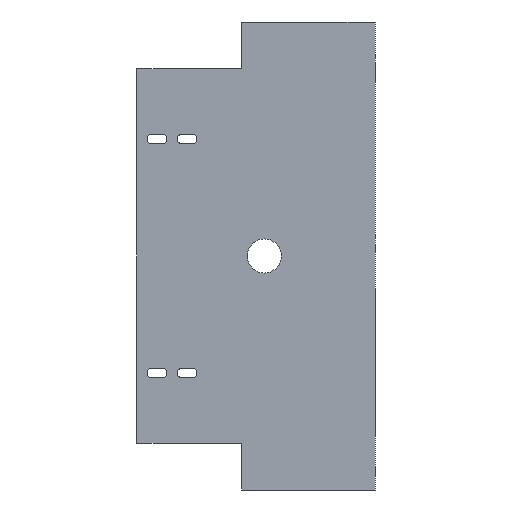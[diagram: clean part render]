
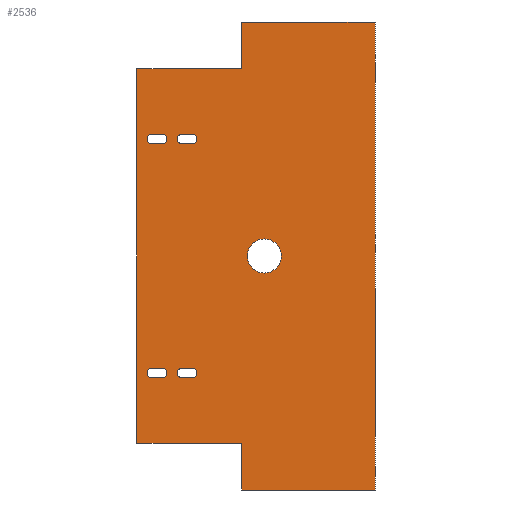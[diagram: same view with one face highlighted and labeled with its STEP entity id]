
A CAD part, left-side view. The second image highlights one B-rep face of the part: STEP entity #2536.
In plain terms, the highlighted planar face has unit normal (-1, 0, 0).
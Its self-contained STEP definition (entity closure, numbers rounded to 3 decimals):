
#49=FACE_BOUND('',#432,.T.);
#50=FACE_BOUND('',#433,.T.);
#51=FACE_BOUND('',#434,.T.);
#52=FACE_BOUND('',#435,.T.);
#53=FACE_BOUND('',#436,.T.);
#139=PLANE('',#2777);
#268=FACE_OUTER_BOUND('',#431,.T.);
#431=EDGE_LOOP('',(#2336,#2337,#2338,#2339,#2340,#2341,#2342,#2343));
#432=EDGE_LOOP('',(#2344,#2345,#2346,#2347));
#433=EDGE_LOOP('',(#2348,#2349,#2350,#2351));
#434=EDGE_LOOP('',(#2352,#2353,#2354,#2355));
#435=EDGE_LOOP('',(#2356,#2357,#2358,#2359));
#436=EDGE_LOOP('',(#2360));
#473=LINE('',#3595,#733);
#479=LINE('',#3609,#739);
#492=LINE('',#3637,#752);
#569=LINE('',#3871,#829);
#571=LINE('',#3875,#831);
#609=LINE('',#3990,#869);
#652=LINE('',#4111,#912);
#656=LINE('',#4121,#916);
#662=LINE('',#4135,#922);
#666=LINE('',#4145,#926);
#672=LINE('',#4159,#932);
#676=LINE('',#4169,#936);
#682=LINE('',#4183,#942);
#686=LINE('',#4193,#946);
#695=LINE('',#4214,#955);
#696=LINE('',#4216,#956);
#733=VECTOR('',#2872,10.);
#739=VECTOR('',#2882,10.);
#752=VECTOR('',#2899,10.);
#829=VECTOR('',#3104,10.);
#831=VECTOR('',#3108,10.);
#869=VECTOR('',#3224,10.);
#912=VECTOR('',#3353,10.);
#916=VECTOR('',#3367,10.);
#922=VECTOR('',#3383,10.);
#926=VECTOR('',#3397,10.);
#932=VECTOR('',#3413,10.);
#936=VECTOR('',#3427,10.);
#942=VECTOR('',#3443,10.);
#946=VECTOR('',#3457,10.);
#955=VECTOR('',#3488,10.);
#956=VECTOR('',#3491,10.);
#1042=CIRCLE('',#2727,1.786);
#1043=CIRCLE('',#2733,1.786);
#1044=CIRCLE('',#2737,1.786);
#1045=CIRCLE('',#2743,1.786);
#1046=CIRCLE('',#2747,1.786);
#1047=CIRCLE('',#2753,1.786);
#1048=CIRCLE('',#2757,1.786);
#1049=CIRCLE('',#2763,1.786);
#1050=CIRCLE('',#2774,6.477);
#1085=VERTEX_POINT('',#3592);
#1086=VERTEX_POINT('',#3594);
#1091=VERTEX_POINT('',#3607);
#1092=VERTEX_POINT('',#3608);
#1104=VERTEX_POINT('',#3634);
#1105=VERTEX_POINT('',#3636);
#1198=VERTEX_POINT('',#3869);
#1199=VERTEX_POINT('',#3873);
#1270=VERTEX_POINT('',#4102);
#1271=VERTEX_POINT('',#4104);
#1272=VERTEX_POINT('',#4110);
#1273=VERTEX_POINT('',#4117);
#1274=VERTEX_POINT('',#4126);
#1275=VERTEX_POINT('',#4128);
#1276=VERTEX_POINT('',#4134);
#1277=VERTEX_POINT('',#4141);
#1278=VERTEX_POINT('',#4150);
#1279=VERTEX_POINT('',#4152);
#1280=VERTEX_POINT('',#4158);
#1281=VERTEX_POINT('',#4165);
#1282=VERTEX_POINT('',#4174);
#1283=VERTEX_POINT('',#4176);
#1284=VERTEX_POINT('',#4182);
#1285=VERTEX_POINT('',#4189);
#1286=VERTEX_POINT('',#4210);
#1335=EDGE_CURVE('',#1086,#1085,#473,.T.);
#1341=EDGE_CURVE('',#1091,#1092,#479,.T.);
#1354=EDGE_CURVE('',#1104,#1105,#492,.T.);
#1472=EDGE_CURVE('',#1092,#1198,#569,.T.);
#1474=EDGE_CURVE('',#1199,#1198,#571,.T.);
#1532=EDGE_CURVE('',#1104,#1086,#609,.T.);
#1589=EDGE_CURVE('',#1271,#1270,#1042,.T.);
#1592=EDGE_CURVE('',#1272,#1271,#652,.T.);
#1595=EDGE_CURVE('',#1273,#1272,#1043,.T.);
#1597=EDGE_CURVE('',#1270,#1273,#656,.T.);
#1601=EDGE_CURVE('',#1275,#1274,#1044,.T.);
#1604=EDGE_CURVE('',#1276,#1275,#662,.T.);
#1607=EDGE_CURVE('',#1277,#1276,#1045,.T.);
#1609=EDGE_CURVE('',#1274,#1277,#666,.T.);
#1613=EDGE_CURVE('',#1279,#1278,#1046,.T.);
#1616=EDGE_CURVE('',#1280,#1279,#672,.T.);
#1619=EDGE_CURVE('',#1281,#1280,#1047,.T.);
#1621=EDGE_CURVE('',#1278,#1281,#676,.T.);
#1625=EDGE_CURVE('',#1283,#1282,#1048,.T.);
#1628=EDGE_CURVE('',#1284,#1283,#682,.T.);
#1631=EDGE_CURVE('',#1285,#1284,#1049,.T.);
#1633=EDGE_CURVE('',#1282,#1285,#686,.T.);
#1642=EDGE_CURVE('',#1286,#1286,#1050,.T.);
#1643=EDGE_CURVE('',#1091,#1085,#695,.T.);
#1644=EDGE_CURVE('',#1199,#1105,#696,.T.);
#2336=ORIENTED_EDGE('',*,*,#1335,.T.);
#2337=ORIENTED_EDGE('',*,*,#1643,.F.);
#2338=ORIENTED_EDGE('',*,*,#1341,.T.);
#2339=ORIENTED_EDGE('',*,*,#1472,.T.);
#2340=ORIENTED_EDGE('',*,*,#1474,.F.);
#2341=ORIENTED_EDGE('',*,*,#1644,.T.);
#2342=ORIENTED_EDGE('',*,*,#1354,.F.);
#2343=ORIENTED_EDGE('',*,*,#1532,.T.);
#2344=ORIENTED_EDGE('',*,*,#1595,.T.);
#2345=ORIENTED_EDGE('',*,*,#1592,.T.);
#2346=ORIENTED_EDGE('',*,*,#1589,.T.);
#2347=ORIENTED_EDGE('',*,*,#1597,.T.);
#2348=ORIENTED_EDGE('',*,*,#1607,.T.);
#2349=ORIENTED_EDGE('',*,*,#1604,.T.);
#2350=ORIENTED_EDGE('',*,*,#1601,.T.);
#2351=ORIENTED_EDGE('',*,*,#1609,.T.);
#2352=ORIENTED_EDGE('',*,*,#1619,.T.);
#2353=ORIENTED_EDGE('',*,*,#1616,.T.);
#2354=ORIENTED_EDGE('',*,*,#1613,.T.);
#2355=ORIENTED_EDGE('',*,*,#1621,.T.);
#2356=ORIENTED_EDGE('',*,*,#1631,.T.);
#2357=ORIENTED_EDGE('',*,*,#1628,.T.);
#2358=ORIENTED_EDGE('',*,*,#1625,.T.);
#2359=ORIENTED_EDGE('',*,*,#1633,.T.);
#2360=ORIENTED_EDGE('',*,*,#1642,.T.);
#2536=ADVANCED_FACE('',(#268,#49,#50,#51,#52,#53),#139,.T.);
#2727=AXIS2_PLACEMENT_3D('',#4105,#3345,#3346);
#2733=AXIS2_PLACEMENT_3D('',#4118,#3362,#3363);
#2737=AXIS2_PLACEMENT_3D('',#4129,#3375,#3376);
#2743=AXIS2_PLACEMENT_3D('',#4142,#3392,#3393);
#2747=AXIS2_PLACEMENT_3D('',#4153,#3405,#3406);
#2753=AXIS2_PLACEMENT_3D('',#4166,#3422,#3423);
#2757=AXIS2_PLACEMENT_3D('',#4177,#3435,#3436);
#2763=AXIS2_PLACEMENT_3D('',#4190,#3452,#3453);
#2774=AXIS2_PLACEMENT_3D('',#4212,#3484,#3485);
#2777=AXIS2_PLACEMENT_3D('',#4217,#3492,#3493);
#2872=DIRECTION('',(0.,1.,0.));
#2882=DIRECTION('',(0.,-1.,0.));
#2899=DIRECTION('',(0.,-1.,0.));
#3104=DIRECTION('',(0.,0.,-1.));
#3108=DIRECTION('',(0.,1.,0.));
#3224=DIRECTION('',(0.,0.,-1.));
#3345=DIRECTION('center_axis',(1.,0.,0.));
#3346=DIRECTION('ref_axis',(0.,0.,-1.));
#3353=DIRECTION('',(0.,-1.,0.));
#3362=DIRECTION('center_axis',(1.,0.,0.));
#3363=DIRECTION('ref_axis',(0.,0.,1.));
#3367=DIRECTION('',(0.,1.,0.));
#3375=DIRECTION('center_axis',(1.,0.,0.));
#3376=DIRECTION('ref_axis',(0.,0.,-1.));
#3383=DIRECTION('',(0.,1.,0.));
#3392=DIRECTION('center_axis',(1.,0.,0.));
#3393=DIRECTION('ref_axis',(0.,0.,1.));
#3397=DIRECTION('',(0.,-1.,0.));
#3405=DIRECTION('center_axis',(1.,0.,0.));
#3406=DIRECTION('ref_axis',(0.,0.,-1.));
#3413=DIRECTION('',(0.,-1.,0.));
#3422=DIRECTION('center_axis',(1.,0.,0.));
#3423=DIRECTION('ref_axis',(0.,0.,1.));
#3427=DIRECTION('',(0.,1.,0.));
#3435=DIRECTION('center_axis',(1.,0.,0.));
#3436=DIRECTION('ref_axis',(0.,0.,-1.));
#3443=DIRECTION('',(0.,-1.,0.));
#3452=DIRECTION('center_axis',(1.,0.,0.));
#3453=DIRECTION('ref_axis',(0.,0.,1.));
#3457=DIRECTION('',(0.,1.,0.));
#3484=DIRECTION('center_axis',(1.,0.,0.));
#3485=DIRECTION('ref_axis',(0.,0.,1.));
#3488=DIRECTION('',(0.,0.,1.));
#3491=DIRECTION('',(0.,0.,1.));
#3492=DIRECTION('center_axis',(-1.,0.,0.));
#3493=DIRECTION('ref_axis',(0.,-1.,0.));
#3592=CARTESIAN_POINT('',(0.,90.5,160.02));
#3594=CARTESIAN_POINT('',(0.,50.724,160.02));
#3595=CARTESIAN_POINT('',(0.,96.012,160.02));
#3607=CARTESIAN_POINT('',(0.,90.5,17.78));
#3608=CARTESIAN_POINT('',(0.,50.724,17.78));
#3609=CARTESIAN_POINT('',(0.,70.612,17.78));
#3634=CARTESIAN_POINT('',(0.,50.724,177.8));
#3636=CARTESIAN_POINT('',(0.,0.,177.8));
#3637=CARTESIAN_POINT('',(0.,0.,177.8));
#3869=CARTESIAN_POINT('',(0.,50.724,0.));
#3871=CARTESIAN_POINT('',(0.,50.724,0.));
#3873=CARTESIAN_POINT('',(0.,0.,0.));
#3875=CARTESIAN_POINT('',(0.,0.,0.));
#3990=CARTESIAN_POINT('',(0.,50.724,80.01));
#4102=CARTESIAN_POINT('',(0.,69.535,131.564));
#4104=CARTESIAN_POINT('',(0.,69.535,135.136));
#4105=CARTESIAN_POINT('Origin',(0.,69.535,133.35));
#4110=CARTESIAN_POINT('',(0.,73.355,135.136));
#4111=CARTESIAN_POINT('',(0.,80.018,135.136));
#4117=CARTESIAN_POINT('',(0.,73.355,131.564));
#4118=CARTESIAN_POINT('Origin',(0.,73.355,133.35));
#4121=CARTESIAN_POINT('',(0.,81.928,131.564));
#4126=CARTESIAN_POINT('',(0.,84.785,135.136));
#4128=CARTESIAN_POINT('',(0.,84.785,131.564));
#4129=CARTESIAN_POINT('Origin',(0.,84.785,133.35));
#4134=CARTESIAN_POINT('',(0.,80.965,131.564));
#4135=CARTESIAN_POINT('',(0.,87.643,131.564));
#4141=CARTESIAN_POINT('',(0.,80.965,135.136));
#4142=CARTESIAN_POINT('Origin',(0.,80.965,133.35));
#4145=CARTESIAN_POINT('',(0.,85.733,135.136));
#4150=CARTESIAN_POINT('',(0.,80.965,42.664));
#4152=CARTESIAN_POINT('',(0.,80.965,46.236));
#4153=CARTESIAN_POINT('Origin',(0.,80.965,44.45));
#4158=CARTESIAN_POINT('',(0.,84.785,46.236));
#4159=CARTESIAN_POINT('',(0.,85.733,46.236));
#4165=CARTESIAN_POINT('',(0.,84.785,42.664));
#4166=CARTESIAN_POINT('Origin',(0.,84.785,44.45));
#4169=CARTESIAN_POINT('',(0.,87.643,42.664));
#4174=CARTESIAN_POINT('',(0.,69.535,42.664));
#4176=CARTESIAN_POINT('',(0.,69.535,46.236));
#4177=CARTESIAN_POINT('Origin',(0.,69.535,44.45));
#4182=CARTESIAN_POINT('',(0.,73.355,46.236));
#4183=CARTESIAN_POINT('',(0.,80.018,46.236));
#4189=CARTESIAN_POINT('',(0.,73.355,42.664));
#4190=CARTESIAN_POINT('Origin',(0.,73.355,44.45));
#4193=CARTESIAN_POINT('',(0.,81.928,42.664));
#4210=CARTESIAN_POINT('',(0.,42.113,82.423));
#4212=CARTESIAN_POINT('Origin',(0.,42.113,88.9));
#4214=CARTESIAN_POINT('',(0.,90.5,0.));
#4216=CARTESIAN_POINT('',(0.,0.,0.));
#4217=CARTESIAN_POINT('Origin',(0.,90.5,0.));
